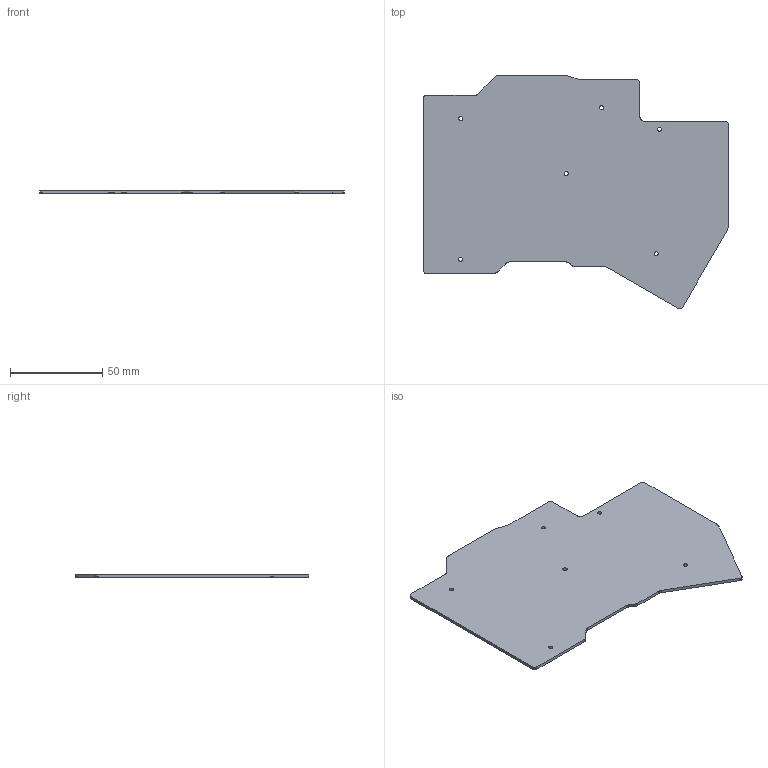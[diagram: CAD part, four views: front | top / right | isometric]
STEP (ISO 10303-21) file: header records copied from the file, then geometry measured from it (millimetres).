
FILE_DESCRIPTION(('KiCad electronic assembly'),'2;1');
FILE_NAME('ZodiARM-BottomPlateMX.step','2023-07-16T15:10:20',('Pcbnew'), ('Kicad'),'Open CASCADE STEP processor 7.6','KiCad to STEP converter', 'Unknown');
FILE_SCHEMA(('AUTOMOTIVE_DESIGN { 1 0 10303 214 1 1 1 1 }'));
Length unit declared in the file: millimetre
Products named in the file (2): ZodiARM-BottomPlateMX 1; ZodiARM-BottomPlateMX PCB
Assembly tree (1 placements, depth 2):
  ZodiARM-BottomPlateMX 1
    ZodiARM-BottomPlateMX PCB
Bounding box: 165.05 x 126.66 x 1.6 mm (x, y, z)
Volume: 25600.1 mm3; surface area: 32933.2 mm2
Topology: 1 solids, 1 shells, 158 faces, 468 edges, 312 vertices
Faces by surface type: plane 152, cylinder 6
Full cylindrical faces by diameter (mm): 2.2 x6
Entity records: 11375 total; most frequent: CARTESIAN_POINT 1948, DIRECTION 1724, LINE 1380, VECTOR 1380, ORIENTED_EDGE 936, PCURVE 936, DEFINITIONAL_REPRESENTATION 936, EDGE_CURVE 468
